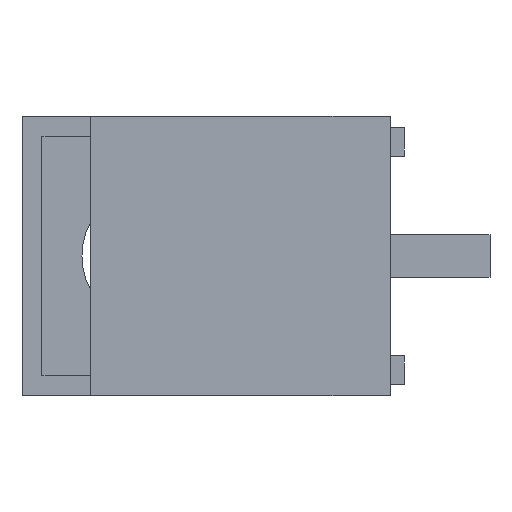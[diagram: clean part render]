
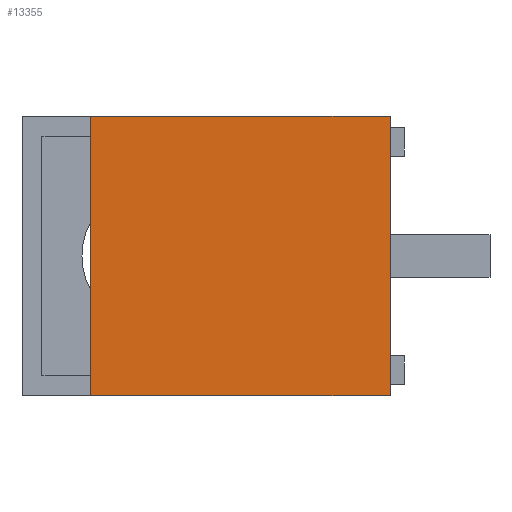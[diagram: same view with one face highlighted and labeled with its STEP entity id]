
A CAD part, left-side view. The second image highlights one B-rep face of the part: STEP entity #13355.
In plain terms, the highlighted planar face has unit normal (-1, 0, 0).
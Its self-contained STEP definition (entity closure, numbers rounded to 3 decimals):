
#946 = EDGE_CURVE ( 'NONE', #8041, #1847, #2211, .T. ) ;
#953 = ORIENTED_EDGE ( 'NONE', *, *, #4290, .T. ) ;
#1077 = CARTESIAN_POINT ( 'NONE',  ( -12.25, 0.5, 4.9 ) ) ;
#1388 = DIRECTION ( 'NONE',  ( 1., 0., 0. ) ) ;
#1583 = VECTOR ( 'NONE', #4567, 1000. ) ;
#1780 = CARTESIAN_POINT ( 'NONE',  ( -12.25, 11., 4.9 ) ) ;
#1847 = VERTEX_POINT ( 'NONE', #11978 ) ;
#2211 = LINE ( 'NONE', #8094, #11023 ) ;
#2272 = DIRECTION ( 'NONE',  ( 0., 0., -1. ) ) ;
#3427 = CARTESIAN_POINT ( 'NONE',  ( -12.25, 11., 4.9 ) ) ;
#4290 = EDGE_CURVE ( 'NONE', #8041, #9120, #4702, .T. ) ;
#4322 = CARTESIAN_POINT ( 'NONE',  ( -12.25, 0.5, -4.9 ) ) ;
#4492 = VECTOR ( 'NONE', #6400, 1000. ) ;
#4567 = DIRECTION ( 'NONE',  ( 0., -1., 0. ) ) ;
#4702 = LINE ( 'NONE', #9691, #1583 ) ;
#4880 = ORIENTED_EDGE ( 'NONE', *, *, #946, .F. ) ;
#4976 = LINE ( 'NONE', #1780, #11124 ) ;
#5272 = LINE ( 'NONE', #4322, #4492 ) ;
#5810 = EDGE_CURVE ( 'NONE', #1847, #10005, #4976, .T. ) ;
#6400 = DIRECTION ( 'NONE',  ( 0., 0., -1. ) ) ;
#6439 = ORIENTED_EDGE ( 'NONE', *, *, #5810, .F. ) ;
#7614 = EDGE_CURVE ( 'NONE', #10005, #9120, #5272, .T. ) ;
#7743 = CARTESIAN_POINT ( 'NONE',  ( -12.25, 11., -4.9 ) ) ;
#7828 = CARTESIAN_POINT ( 'NONE',  ( -12.25, 0.5, -4.9 ) ) ;
#7926 = DIRECTION ( 'NONE',  ( 0., -1., 0. ) ) ;
#8041 = VERTEX_POINT ( 'NONE', #7743 ) ;
#8094 = CARTESIAN_POINT ( 'NONE',  ( -12.25, 11., 4.9 ) ) ;
#9120 = VERTEX_POINT ( 'NONE', #7828 ) ;
#9376 = FACE_OUTER_BOUND ( 'NONE', #12944, .T. ) ;
#9691 = CARTESIAN_POINT ( 'NONE',  ( -12.25, 11., -4.9 ) ) ;
#10005 = VERTEX_POINT ( 'NONE', #1077 ) ;
#10347 = AXIS2_PLACEMENT_3D ( 'NONE', #3427, #1388, #2272 ) ;
#11023 = VECTOR ( 'NONE', #11361, 1000. ) ;
#11124 = VECTOR ( 'NONE', #7926, 1000. ) ;
#11361 = DIRECTION ( 'NONE',  ( 0., 0., 1. ) ) ;
#11978 = CARTESIAN_POINT ( 'NONE',  ( -12.25, 11., 4.9 ) ) ;
#12372 = ORIENTED_EDGE ( 'NONE', *, *, #7614, .F. ) ;
#12728 = PLANE ( 'NONE',  #10347 ) ;
#12944 = EDGE_LOOP ( 'NONE', ( #6439, #4880, #953, #12372 ) ) ;
#13355 = ADVANCED_FACE ( 'NONE', ( #9376 ), #12728, .F. ) ;
